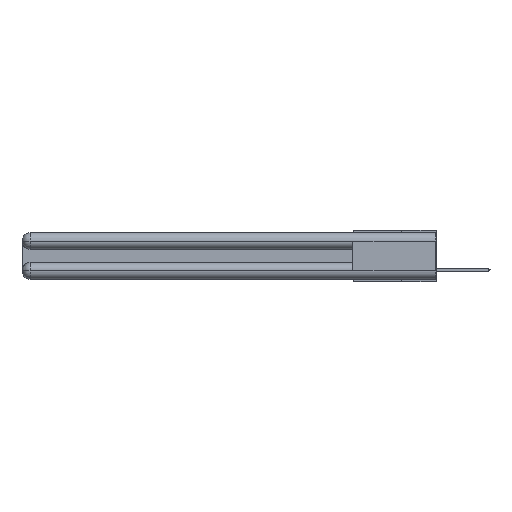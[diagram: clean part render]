
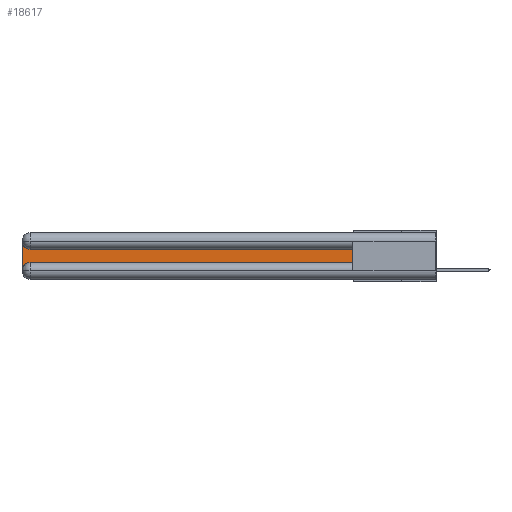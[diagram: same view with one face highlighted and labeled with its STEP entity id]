
A CAD part, left-side view. The second image highlights one B-rep face of the part: STEP entity #18617.
In plain terms, the highlighted planar face has unit normal (-1, 0, 0).
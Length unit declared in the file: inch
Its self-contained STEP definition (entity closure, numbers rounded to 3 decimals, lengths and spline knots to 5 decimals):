
#481 = VERTEX_POINT ( 'NONE', #9365 ) ;
#485 = EDGE_LOOP ( 'NONE', ( #26633, #4236, #5342, #14214, #27039, #15078 ) ) ;
#725 = EDGE_CURVE ( 'NONE', #16632, #17576, #17212, .T. ) ;
#1142 = CARTESIAN_POINT ( 'NONE',  ( 0.075, 2.94, -0.0625 ) ) ;
#1466 = VERTEX_POINT ( 'NONE', #8914 ) ;
#1526 = VECTOR ( 'NONE', #10865, 39.37008 ) ;
#2198 = LINE ( 'NONE', #22570, #20195 ) ;
#2294 = CIRCLE ( 'NONE', #11563, 0.06 ) ;
#2700 = PLANE ( 'NONE',  #5934 ) ;
#4236 = ORIENTED_EDGE ( 'NONE', *, *, #12203, .T. ) ;
#4915 = VECTOR ( 'NONE', #22991, 39.37008 ) ;
#5342 = ORIENTED_EDGE ( 'NONE', *, *, #26543, .T. ) ;
#5586 = CARTESIAN_POINT ( 'NONE',  ( 0.075, 2.94, -0.1225 ) ) ;
#5934 = AXIS2_PLACEMENT_3D ( 'NONE', #13272, #25584, #25761 ) ;
#7333 = CARTESIAN_POINT ( 'NONE',  ( 0.075, 0.6, -0.2175 ) ) ;
#8662 = LINE ( 'NONE', #16924, #1526 ) ;
#8914 = CARTESIAN_POINT ( 'NONE',  ( 0.075, 3., -0.0625 ) ) ;
#9365 = CARTESIAN_POINT ( 'NONE',  ( 0.075, 0.6, -0.1225 ) ) ;
#9834 = CARTESIAN_POINT ( 'NONE',  ( 0.075, 2.94, -0.2775 ) ) ;
#10865 = DIRECTION ( 'NONE',  ( 0., 0., 1. ) ) ;
#11265 = DIRECTION ( 'NONE',  ( 0., -1., 0. ) ) ;
#11563 = AXIS2_PLACEMENT_3D ( 'NONE', #9834, #25134, #27066 ) ;
#11806 = LINE ( 'NONE', #18690, #4915 ) ;
#12203 = EDGE_CURVE ( 'NONE', #23602, #1466, #14882, .T. ) ;
#13263 = DIRECTION ( 'NONE',  ( 1., 0., 0. ) ) ;
#13272 = CARTESIAN_POINT ( 'NONE',  ( 0.075, 3., -0.1225 ) ) ;
#13836 = CARTESIAN_POINT ( 'NONE',  ( 0.075, 2.94, -0.2175 ) ) ;
#14214 = ORIENTED_EDGE ( 'NONE', *, *, #18131, .T. ) ;
#14565 = VECTOR ( 'NONE', #11265, 39.37008 ) ;
#14882 = CIRCLE ( 'NONE', #16738, 0.06 ) ;
#15078 = ORIENTED_EDGE ( 'NONE', *, *, #23815, .T. ) ;
#16632 = VERTEX_POINT ( 'NONE', #13836 ) ;
#16738 = AXIS2_PLACEMENT_3D ( 'NONE', #1142, #13263, #22082 ) ;
#16924 = CARTESIAN_POINT ( 'NONE',  ( 0.075, 0.6, -0.2175 ) ) ;
#17212 = LINE ( 'NONE', #7333, #14565 ) ;
#17576 = VERTEX_POINT ( 'NONE', #22990 ) ;
#18131 = EDGE_CURVE ( 'NONE', #19788, #16632, #2294, .T. ) ;
#18617 = ADVANCED_FACE ( 'NONE', ( #22227 ), #2700, .F. ) ;
#18690 = CARTESIAN_POINT ( 'NONE',  ( 0.075, 3., -0.2175 ) ) ;
#19788 = VERTEX_POINT ( 'NONE', #26528 ) ;
#20195 = VECTOR ( 'NONE', #26785, 39.37008 ) ;
#22082 = DIRECTION ( 'NONE',  ( 0., 0., -1. ) ) ;
#22227 = FACE_OUTER_BOUND ( 'NONE', #485, .T. ) ;
#22570 = CARTESIAN_POINT ( 'NONE',  ( 0.075, 0.6, -0.1225 ) ) ;
#22990 = CARTESIAN_POINT ( 'NONE',  ( 0.075, 0.6, -0.2175 ) ) ;
#22991 = DIRECTION ( 'NONE',  ( 0., 0., -1. ) ) ;
#23559 = EDGE_CURVE ( 'NONE', #481, #23602, #2198, .T. ) ;
#23602 = VERTEX_POINT ( 'NONE', #5586 ) ;
#23815 = EDGE_CURVE ( 'NONE', #17576, #481, #8662, .T. ) ;
#25134 = DIRECTION ( 'NONE',  ( 1., 0., 0. ) ) ;
#25584 = DIRECTION ( 'NONE',  ( 1., 0., 0. ) ) ;
#25761 = DIRECTION ( 'NONE',  ( 0., 0., -1. ) ) ;
#26528 = CARTESIAN_POINT ( 'NONE',  ( 0.075, 3., -0.2775 ) ) ;
#26543 = EDGE_CURVE ( 'NONE', #1466, #19788, #11806, .T. ) ;
#26633 = ORIENTED_EDGE ( 'NONE', *, *, #23559, .T. ) ;
#26785 = DIRECTION ( 'NONE',  ( 0., 1., 0. ) ) ;
#27039 = ORIENTED_EDGE ( 'NONE', *, *, #725, .T. ) ;
#27066 = DIRECTION ( 'NONE',  ( 0., 0., -1. ) ) ;
